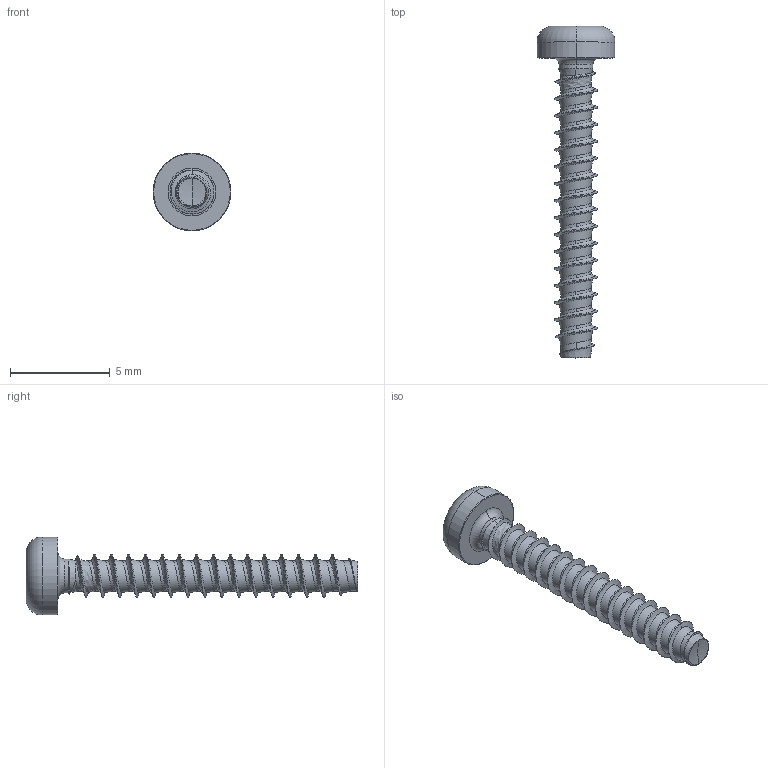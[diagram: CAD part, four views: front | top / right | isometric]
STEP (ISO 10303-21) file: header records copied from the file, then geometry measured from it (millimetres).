
FILE_DESCRIPTION (( 'STEP AP203' ), '1' );
FILE_NAME ('STP390220150.STEP', '2017-08-15T19:14:59', ( '' ), ( '' ), 'SwSTEP 2.0', 'SolidWorks 2015', '' );
FILE_SCHEMA (( 'CONFIG_CONTROL_DESIGN' ));
Length unit declared in the file: millimetre
Products named in the file (1): STP390220150
Bounding box: 3.9 x 16.6 x 3.9 mm (x, y, z)
Volume: 47.9 mm3; surface area: 161.5 mm2
Topology: 1 solids, 1 shells, 114 faces, 290 edges, 178 vertices
Faces by surface type: cylinder 58, bspline 35, cone 9, torus 6, sphere 4, plane 2
Entity records: 21013 total; most frequent: CARTESIAN_POINT 18639, ORIENTED_EDGE 576, DIRECTION 351, EDGE_CURVE 288, VERTEX_POINT 178, AXIS2_PLACEMENT_3D 140, B_SPLINE_CURVE_WITH_KNOTS 123, EDGE_LOOP 116
